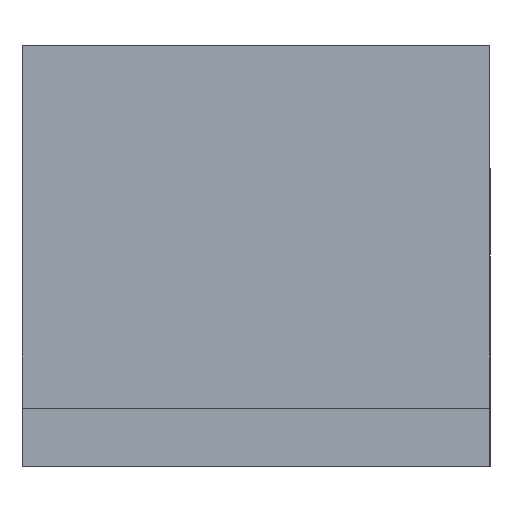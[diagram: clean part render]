
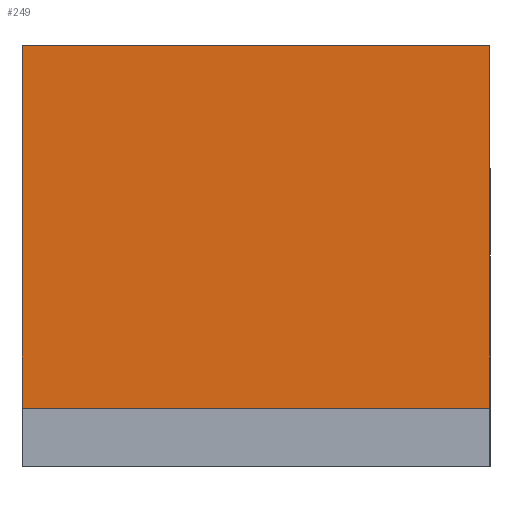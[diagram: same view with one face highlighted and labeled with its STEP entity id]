
A CAD part, left-side view. The second image highlights one B-rep face of the part: STEP entity #249.
In plain terms, the highlighted planar face has unit normal (-1, 0, 0).
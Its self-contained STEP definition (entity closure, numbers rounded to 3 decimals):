
#23=FACE_OUTER_BOUND('',#36,.T.);
#36=EDGE_LOOP('',(#208,#209,#210,#211));
#54=LINE('',#372,#87);
#64=LINE('',#391,#97);
#65=LINE('',#394,#98);
#70=LINE('',#403,#103);
#87=VECTOR('',#306,10.);
#97=VECTOR('',#320,10.);
#98=VECTOR('',#323,10.);
#103=VECTOR('',#330,10.);
#116=VERTEX_POINT('',#369);
#117=VERTEX_POINT('',#371);
#124=VERTEX_POINT('',#389);
#125=VERTEX_POINT('',#393);
#142=EDGE_CURVE('',#116,#117,#54,.T.);
#152=EDGE_CURVE('',#124,#116,#64,.T.);
#153=EDGE_CURVE('',#125,#117,#65,.T.);
#158=EDGE_CURVE('',#125,#124,#70,.T.);
#208=ORIENTED_EDGE('',*,*,#158,.F.);
#209=ORIENTED_EDGE('',*,*,#153,.T.);
#210=ORIENTED_EDGE('',*,*,#142,.F.);
#211=ORIENTED_EDGE('',*,*,#152,.F.);
#236=PLANE('',#276);
#249=ADVANCED_FACE('',(#23),#236,.T.);
#276=AXIS2_PLACEMENT_3D('',#402,#328,#329);
#306=DIRECTION('',(0.,-1.,0.));
#320=DIRECTION('',(0.,0.,1.));
#323=DIRECTION('',(0.,0.,1.));
#328=DIRECTION('center_axis',(-1.,0.,0.));
#329=DIRECTION('ref_axis',(0.,-1.,0.));
#330=DIRECTION('',(0.,1.,0.));
#369=CARTESIAN_POINT('',(-50.,40.,36.));
#371=CARTESIAN_POINT('',(-50.,0.,36.));
#372=CARTESIAN_POINT('',(-50.,0.,36.));
#389=CARTESIAN_POINT('',(-50.,40.,5.));
#391=CARTESIAN_POINT('',(-50.,40.,5.));
#393=CARTESIAN_POINT('',(-50.,0.,5.));
#394=CARTESIAN_POINT('',(-50.,0.,5.));
#402=CARTESIAN_POINT('Origin',(-50.,40.,5.));
#403=CARTESIAN_POINT('',(-50.,30.,5.));
